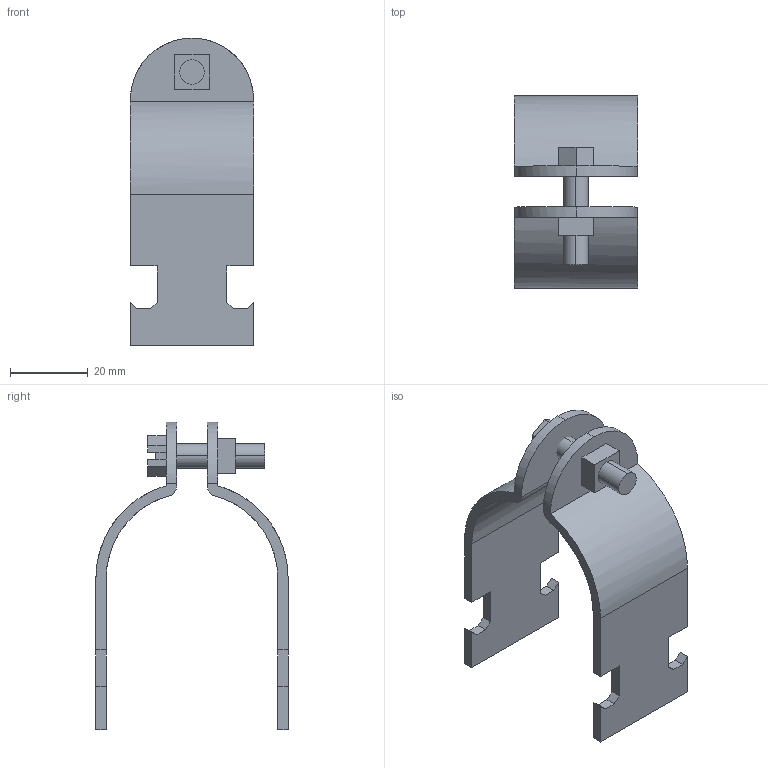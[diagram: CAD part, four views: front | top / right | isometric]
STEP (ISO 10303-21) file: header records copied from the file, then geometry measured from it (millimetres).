
FILE_DESCRIPTION(('TurboCAD Mac Pro'),'Build 980');
FILE_NAME('P1430.stp',' ',(''),(''),'ACIS Interop','IMSI','TurboCAD Mac Pro BY IMSI, INCORPORATED');
FILE_SCHEMA(('automotive_design'));
Length unit declared in the file: inch
Products named in the file (5): 1; 2; 3; 4; 5
Bounding box: 31.75 x 49.59 x 79.37 mm (x, y, z)
Volume: 14775.6 mm3; surface area: 12660.4 mm2
Topology: 4 solids, 4 shells, 83 faces, 218 edges, 144 vertices
Faces by surface type: plane 65, bspline 18
Entity records: 3539 total; most frequent: CARTESIAN_POINT 720, ORIENTED_EDGE 436, DIRECTION 326, EDGE_CURVE 218, LINE 186, VECTOR 186, VERTEX_POINT 144, STYLED_ITEM 99
